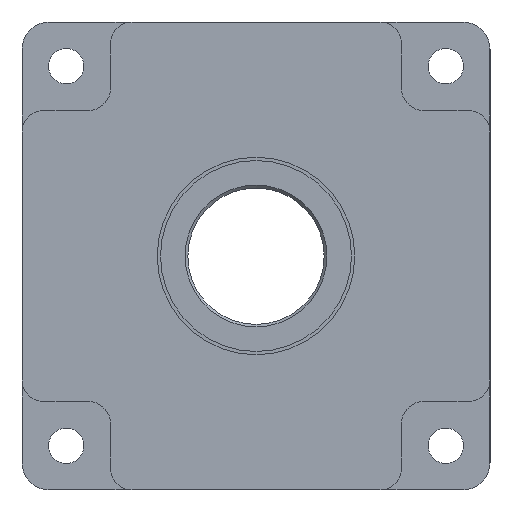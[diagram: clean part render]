
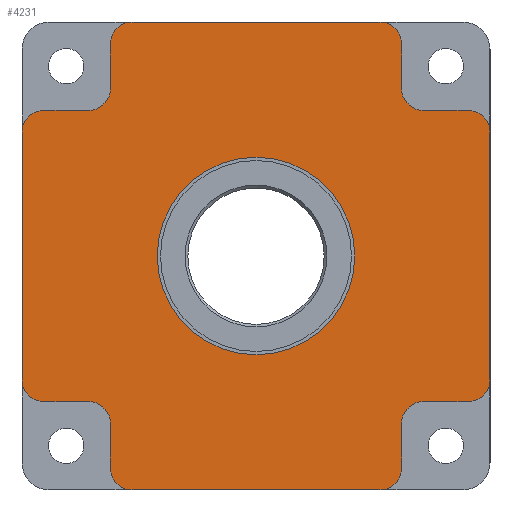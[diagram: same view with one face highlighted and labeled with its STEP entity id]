
A CAD part, left-side view. The second image highlights one B-rep face of the part: STEP entity #4231.
In plain terms, the highlighted planar face has unit normal (-1, 0, 0).
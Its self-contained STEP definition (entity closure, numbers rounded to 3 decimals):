
#303=FACE_BOUND('',#716,.T.);
#374=PLANE('',#4605);
#447=FACE_OUTER_BOUND('',#715,.T.);
#715=EDGE_LOOP('',(#2897,#2898,#2899,#2900,#2901,#2902,#2903,#2904,#2905,
#2906,#2907,#2908,#2909,#2910,#2911,#2912,#2913,#2914,#2915,#2916,#2917,
#2918,#2919,#2920));
#716=EDGE_LOOP('',(#2921));
#1036=LINE('',#6398,#1279);
#1049=LINE('',#6434,#1292);
#1061=LINE('',#6484,#1304);
#1062=LINE('',#6488,#1305);
#1063=LINE('',#6492,#1306);
#1064=LINE('',#6496,#1307);
#1065=LINE('',#6500,#1308);
#1066=LINE('',#6505,#1309);
#1067=LINE('',#6509,#1310);
#1068=LINE('',#6513,#1311);
#1069=LINE('',#6517,#1312);
#1070=LINE('',#6521,#1313);
#1279=VECTOR('',#5118,10.);
#1292=VECTOR('',#5147,10.);
#1304=VECTOR('',#5199,10.);
#1305=VECTOR('',#5202,10.);
#1306=VECTOR('',#5205,10.);
#1307=VECTOR('',#5208,10.);
#1308=VECTOR('',#5211,10.);
#1309=VECTOR('',#5216,10.);
#1310=VECTOR('',#5219,10.);
#1311=VECTOR('',#5222,10.);
#1312=VECTOR('',#5225,10.);
#1313=VECTOR('',#5228,10.);
#1539=CIRCLE('',#4601,18.1);
#1540=CIRCLE('',#4603,4.);
#1542=CIRCLE('',#4606,4.);
#1543=CIRCLE('',#4607,4.);
#1544=CIRCLE('',#4608,4.);
#1545=CIRCLE('',#4609,4.);
#1546=CIRCLE('',#4610,4.);
#1547=CIRCLE('',#4611,4.);
#1548=CIRCLE('',#4612,4.);
#1549=CIRCLE('',#4613,4.);
#1550=CIRCLE('',#4614,4.);
#1551=CIRCLE('',#4615,4.);
#1552=CIRCLE('',#4616,4.);
#1776=VERTEX_POINT('',#6395);
#1777=VERTEX_POINT('',#6397);
#1791=VERTEX_POINT('',#6431);
#1792=VERTEX_POINT('',#6433);
#1807=VERTEX_POINT('',#6473);
#1808=VERTEX_POINT('',#6477);
#1810=VERTEX_POINT('',#6483);
#1811=VERTEX_POINT('',#6485);
#1812=VERTEX_POINT('',#6487);
#1813=VERTEX_POINT('',#6489);
#1814=VERTEX_POINT('',#6491);
#1815=VERTEX_POINT('',#6493);
#1816=VERTEX_POINT('',#6495);
#1817=VERTEX_POINT('',#6497);
#1818=VERTEX_POINT('',#6499);
#1819=VERTEX_POINT('',#6502);
#1820=VERTEX_POINT('',#6504);
#1821=VERTEX_POINT('',#6506);
#1822=VERTEX_POINT('',#6508);
#1823=VERTEX_POINT('',#6510);
#1824=VERTEX_POINT('',#6512);
#1825=VERTEX_POINT('',#6514);
#1826=VERTEX_POINT('',#6516);
#1827=VERTEX_POINT('',#6518);
#1828=VERTEX_POINT('',#6520);
#2205=EDGE_CURVE('',#1777,#1776,#1036,.T.);
#2223=EDGE_CURVE('',#1792,#1791,#1049,.T.);
#2243=EDGE_CURVE('',#1807,#1807,#1539,.T.);
#2245=EDGE_CURVE('',#1808,#1776,#1540,.T.);
#2248=EDGE_CURVE('',#1808,#1810,#1061,.T.);
#2249=EDGE_CURVE('',#1811,#1810,#1542,.T.);
#2250=EDGE_CURVE('',#1811,#1812,#1062,.T.);
#2251=EDGE_CURVE('',#1813,#1812,#1543,.T.);
#2252=EDGE_CURVE('',#1813,#1814,#1063,.T.);
#2253=EDGE_CURVE('',#1815,#1814,#1544,.T.);
#2254=EDGE_CURVE('',#1815,#1816,#1064,.T.);
#2255=EDGE_CURVE('',#1817,#1816,#1545,.T.);
#2256=EDGE_CURVE('',#1817,#1818,#1065,.T.);
#2257=EDGE_CURVE('',#1792,#1818,#1546,.T.);
#2258=EDGE_CURVE('',#1819,#1791,#1547,.T.);
#2259=EDGE_CURVE('',#1819,#1820,#1066,.T.);
#2260=EDGE_CURVE('',#1821,#1820,#1548,.T.);
#2261=EDGE_CURVE('',#1821,#1822,#1067,.T.);
#2262=EDGE_CURVE('',#1823,#1822,#1549,.T.);
#2263=EDGE_CURVE('',#1823,#1824,#1068,.T.);
#2264=EDGE_CURVE('',#1825,#1824,#1550,.T.);
#2265=EDGE_CURVE('',#1825,#1826,#1069,.T.);
#2266=EDGE_CURVE('',#1827,#1826,#1551,.T.);
#2267=EDGE_CURVE('',#1827,#1828,#1070,.T.);
#2268=EDGE_CURVE('',#1777,#1828,#1552,.T.);
#2897=ORIENTED_EDGE('',*,*,#2245,.F.);
#2898=ORIENTED_EDGE('',*,*,#2248,.T.);
#2899=ORIENTED_EDGE('',*,*,#2249,.F.);
#2900=ORIENTED_EDGE('',*,*,#2250,.T.);
#2901=ORIENTED_EDGE('',*,*,#2251,.F.);
#2902=ORIENTED_EDGE('',*,*,#2252,.T.);
#2903=ORIENTED_EDGE('',*,*,#2253,.F.);
#2904=ORIENTED_EDGE('',*,*,#2254,.T.);
#2905=ORIENTED_EDGE('',*,*,#2255,.F.);
#2906=ORIENTED_EDGE('',*,*,#2256,.T.);
#2907=ORIENTED_EDGE('',*,*,#2257,.F.);
#2908=ORIENTED_EDGE('',*,*,#2223,.T.);
#2909=ORIENTED_EDGE('',*,*,#2258,.F.);
#2910=ORIENTED_EDGE('',*,*,#2259,.T.);
#2911=ORIENTED_EDGE('',*,*,#2260,.F.);
#2912=ORIENTED_EDGE('',*,*,#2261,.T.);
#2913=ORIENTED_EDGE('',*,*,#2262,.F.);
#2914=ORIENTED_EDGE('',*,*,#2263,.T.);
#2915=ORIENTED_EDGE('',*,*,#2264,.F.);
#2916=ORIENTED_EDGE('',*,*,#2265,.T.);
#2917=ORIENTED_EDGE('',*,*,#2266,.F.);
#2918=ORIENTED_EDGE('',*,*,#2267,.T.);
#2919=ORIENTED_EDGE('',*,*,#2268,.F.);
#2920=ORIENTED_EDGE('',*,*,#2205,.T.);
#2921=ORIENTED_EDGE('',*,*,#2243,.T.);
#4231=ADVANCED_FACE('',(#447,#303),#374,.F.);
#4601=AXIS2_PLACEMENT_3D('',#6474,#5187,#5188);
#4603=AXIS2_PLACEMENT_3D('',#6478,#5192,#5193);
#4605=AXIS2_PLACEMENT_3D('',#6482,#5197,#5198);
#4606=AXIS2_PLACEMENT_3D('',#6486,#5200,#5201);
#4607=AXIS2_PLACEMENT_3D('',#6490,#5203,#5204);
#4608=AXIS2_PLACEMENT_3D('',#6494,#5206,#5207);
#4609=AXIS2_PLACEMENT_3D('',#6498,#5209,#5210);
#4610=AXIS2_PLACEMENT_3D('',#6501,#5212,#5213);
#4611=AXIS2_PLACEMENT_3D('',#6503,#5214,#5215);
#4612=AXIS2_PLACEMENT_3D('',#6507,#5217,#5218);
#4613=AXIS2_PLACEMENT_3D('',#6511,#5220,#5221);
#4614=AXIS2_PLACEMENT_3D('',#6515,#5223,#5224);
#4615=AXIS2_PLACEMENT_3D('',#6519,#5226,#5227);
#4616=AXIS2_PLACEMENT_3D('',#6522,#5229,#5230);
#5118=DIRECTION('',(0.,1.,0.));
#5147=DIRECTION('',(0.,-1.,0.));
#5187=DIRECTION('center_axis',(1.,0.,0.));
#5188=DIRECTION('ref_axis',(0.,1.,0.));
#5192=DIRECTION('center_axis',(1.,0.,0.));
#5193=DIRECTION('ref_axis',(0.,0.707,0.707));
#5197=DIRECTION('center_axis',(1.,0.,0.));
#5198=DIRECTION('ref_axis',(0.,1.,0.));
#5199=DIRECTION('',(0.,0.,-1.));
#5200=DIRECTION('center_axis',(-1.,0.,0.));
#5201=DIRECTION('ref_axis',(0.,-0.707,-0.707));
#5202=DIRECTION('',(0.,1.,0.));
#5203=DIRECTION('center_axis',(1.,0.,0.));
#5204=DIRECTION('ref_axis',(0.,0.707,0.707));
#5205=DIRECTION('',(0.,0.,-1.));
#5206=DIRECTION('center_axis',(1.,0.,0.));
#5207=DIRECTION('ref_axis',(0.,0.707,-0.707));
#5208=DIRECTION('',(0.,-1.,0.));
#5209=DIRECTION('center_axis',(-1.,0.,0.));
#5210=DIRECTION('ref_axis',(0.,-0.707,0.707));
#5211=DIRECTION('',(0.,0.,-1.));
#5212=DIRECTION('center_axis',(1.,0.,0.));
#5213=DIRECTION('ref_axis',(0.,0.707,-0.707));
#5214=DIRECTION('center_axis',(1.,0.,0.));
#5215=DIRECTION('ref_axis',(0.,-0.707,-0.707));
#5216=DIRECTION('',(0.,0.,1.));
#5217=DIRECTION('center_axis',(-1.,0.,0.));
#5218=DIRECTION('ref_axis',(0.,0.707,0.707));
#5219=DIRECTION('',(0.,-1.,0.));
#5220=DIRECTION('center_axis',(1.,0.,0.));
#5221=DIRECTION('ref_axis',(0.,-0.707,-0.707));
#5222=DIRECTION('',(0.,0.,1.));
#5223=DIRECTION('center_axis',(1.,0.,0.));
#5224=DIRECTION('ref_axis',(0.,-0.707,0.707));
#5225=DIRECTION('',(0.,1.,0.));
#5226=DIRECTION('center_axis',(-1.,0.,0.));
#5227=DIRECTION('ref_axis',(0.,0.707,-0.707));
#5228=DIRECTION('',(0.,0.,1.));
#5229=DIRECTION('center_axis',(1.,0.,0.));
#5230=DIRECTION('ref_axis',(0.,-0.707,0.707));
#6395=CARTESIAN_POINT('',(0.,22.7,42.9));
#6397=CARTESIAN_POINT('',(0.,-22.7,42.9));
#6398=CARTESIAN_POINT('',(0.,-42.9,42.9));
#6431=CARTESIAN_POINT('',(0.,-22.7,-42.9));
#6433=CARTESIAN_POINT('',(0.,22.7,-42.9));
#6434=CARTESIAN_POINT('',(0.,42.9,-42.9));
#6473=CARTESIAN_POINT('',(0.,-18.1,0.));
#6474=CARTESIAN_POINT('Origin',(0.,0.,0.));
#6477=CARTESIAN_POINT('',(0.,26.7,38.9));
#6478=CARTESIAN_POINT('Origin',(0.,22.7,38.9));
#6482=CARTESIAN_POINT('Origin',(0.,0.,0.));
#6483=CARTESIAN_POINT('',(0.,26.7,30.7));
#6484=CARTESIAN_POINT('',(0.,26.7,21.45));
#6485=CARTESIAN_POINT('',(0.,30.7,26.7));
#6486=CARTESIAN_POINT('Origin',(0.,30.7,30.7));
#6487=CARTESIAN_POINT('',(0.,38.9,26.7));
#6488=CARTESIAN_POINT('',(0.,13.35,26.7));
#6489=CARTESIAN_POINT('',(0.,42.9,22.7));
#6490=CARTESIAN_POINT('Origin',(0.,38.9,22.7));
#6491=CARTESIAN_POINT('',(0.,42.9,-22.7));
#6492=CARTESIAN_POINT('',(0.,42.9,42.9));
#6493=CARTESIAN_POINT('',(0.,38.9,-26.7));
#6494=CARTESIAN_POINT('Origin',(0.,38.9,-22.7));
#6495=CARTESIAN_POINT('',(0.,30.7,-26.7));
#6496=CARTESIAN_POINT('',(0.,21.45,-26.7));
#6497=CARTESIAN_POINT('',(0.,26.7,-30.7));
#6498=CARTESIAN_POINT('Origin',(0.,30.7,-30.7));
#6499=CARTESIAN_POINT('',(0.,26.7,-38.9));
#6500=CARTESIAN_POINT('',(0.,26.7,-13.35));
#6501=CARTESIAN_POINT('Origin',(0.,22.7,-38.9));
#6502=CARTESIAN_POINT('',(0.,-26.7,-38.9));
#6503=CARTESIAN_POINT('Origin',(0.,-22.7,-38.9));
#6504=CARTESIAN_POINT('',(0.,-26.7,-30.7));
#6505=CARTESIAN_POINT('',(0.,-26.7,-21.45));
#6506=CARTESIAN_POINT('',(0.,-30.7,-26.7));
#6507=CARTESIAN_POINT('Origin',(0.,-30.7,-30.7));
#6508=CARTESIAN_POINT('',(0.,-38.9,-26.7));
#6509=CARTESIAN_POINT('',(0.,-13.35,-26.7));
#6510=CARTESIAN_POINT('',(0.,-42.9,-22.7));
#6511=CARTESIAN_POINT('Origin',(0.,-38.9,-22.7));
#6512=CARTESIAN_POINT('',(0.,-42.9,22.7));
#6513=CARTESIAN_POINT('',(0.,-42.9,26.7));
#6514=CARTESIAN_POINT('',(0.,-38.9,26.7));
#6515=CARTESIAN_POINT('Origin',(0.,-38.9,22.7));
#6516=CARTESIAN_POINT('',(0.,-30.7,26.7));
#6517=CARTESIAN_POINT('',(0.,-21.45,26.7));
#6518=CARTESIAN_POINT('',(0.,-26.7,30.7));
#6519=CARTESIAN_POINT('Origin',(0.,-30.7,30.7));
#6520=CARTESIAN_POINT('',(0.,-26.7,38.9));
#6521=CARTESIAN_POINT('',(0.,-26.7,13.35));
#6522=CARTESIAN_POINT('Origin',(0.,-22.7,38.9));
